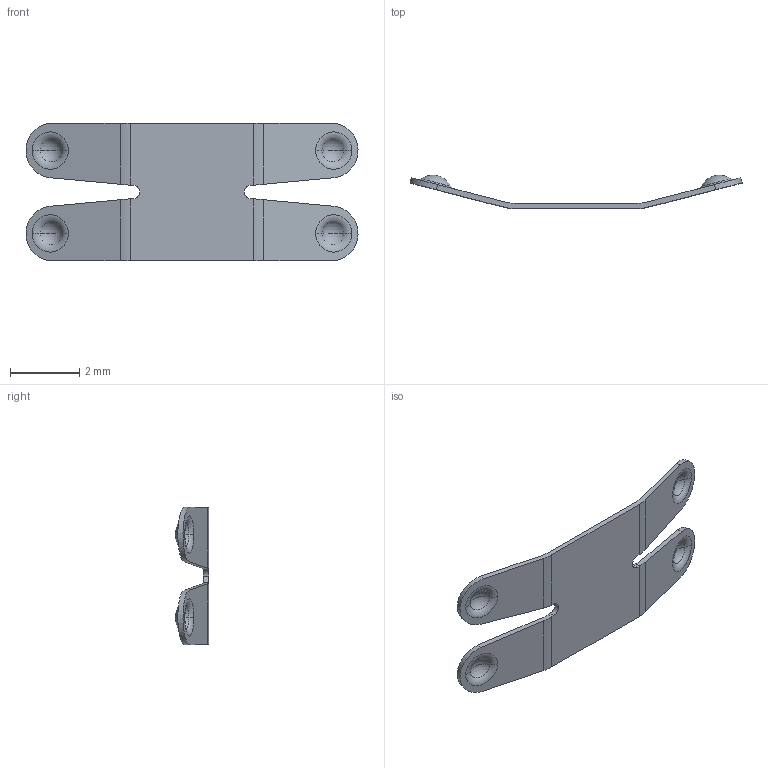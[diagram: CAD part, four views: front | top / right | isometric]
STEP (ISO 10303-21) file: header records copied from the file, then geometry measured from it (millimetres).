
FILE_DESCRIPTION (( 'STEP AP214' ), '1' );
FILE_NAME ('BK-112.STEP', '2023-03-21T13:41:25', ( '' ), ( '' ), 'SwSTEP 2.0', 'SolidWorks 2021', '' );
FILE_SCHEMA (( 'AUTOMOTIVE_DESIGN' ));
Length unit declared in the file: inch
Products named in the file (1): BK-112
Bounding box: 9.57 x 0.96 x 3.96 mm (x, y, z)
Volume: 5.2 mm3; surface area: 73.3 mm2
Topology: 1 solids, 1 shells, 68 faces, 162 edges, 104 vertices
Faces by surface type: plane 20, sphere 16, torus 16, cylinder 16
Entity records: 2042 total; most frequent: DIRECTION 384, CARTESIAN_POINT 359, ORIENTED_EDGE 324, EDGE_CURVE 162, AXIS2_PLACEMENT_3D 161, VERTEX_POINT 104, CIRCLE 92, EDGE_LOOP 76
